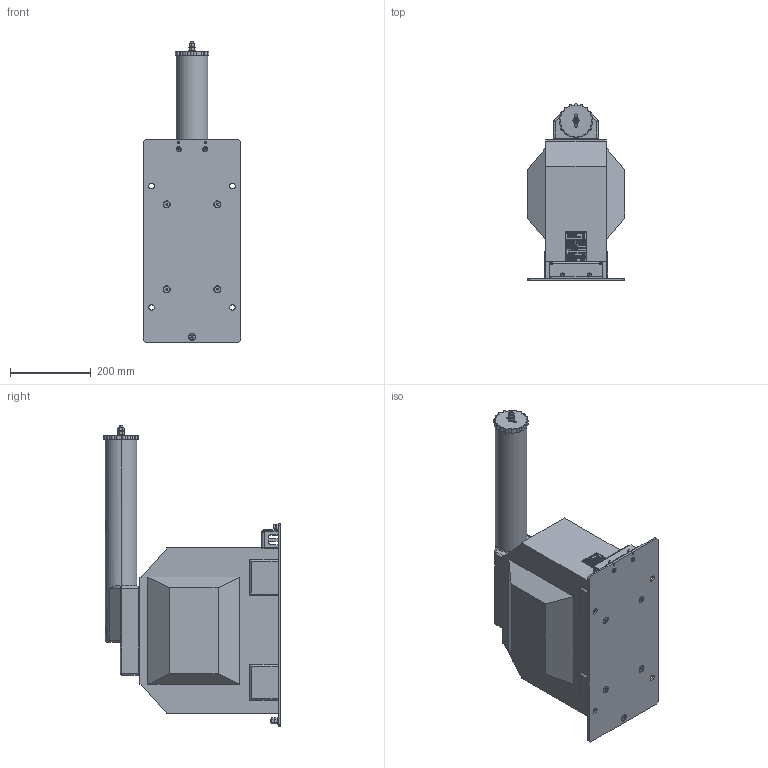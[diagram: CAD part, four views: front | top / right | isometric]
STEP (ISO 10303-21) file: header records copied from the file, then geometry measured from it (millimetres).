
FILE_DESCRIPTION (( 'STEP AP214' ), '1' );
FILE_NAME ('ﾍﾈﾎﾋ-ﾑﾒ-35-ﾌﾏ (-ﾌﾏﾐ).STEP', '2023-07-24T06:34:22', ( '' ), ( '' ), 'SwSTEP 2.0', 'SolidWorks 2014', '' );
FILE_SCHEMA (( 'AUTOMOTIVE_DESIGN' ));
Length unit declared in the file: millimetre
Products named in the file (27): countersunk flat head cross recess screw_din_ISO 7046-1 - M6 x 20 - Z --- 20N; countersunk flat head cross recess screw_din_ISO 7046-1 - M8 x 25 - Z --- 25N; ﾍﾈﾎﾋ-ﾑﾒ-35-ﾌﾏ (-ﾌﾏﾐ); socket countersunk head screw_din_DIN 7991 - M8 x 20 --- 20N; ÂÅÈÓ.735314.029 Êðûøêà çàùèòíàÿ ÒËÊ-35-1; ÇÍÈÎË-35; ÂÅÈÓ.754312.183À Òàáëè÷êà òåõíè÷åñêèõ äàííûõ ÍÈÎË-ÑÒ_-01; ﾂﾅﾈﾓ.733411.010 ﾎ魵瑙韃 ﾍﾈﾎﾋ-ﾑﾒ-35; ÑÒ.ÒÍ.35.21.01.000 Ïðåäîõðàíèòåëüíîå óñòðîéñòâî; ÂÅÈÓ.725222.002 Êðûøêà òîðöåâàÿ_-01; 屡扔.758291.027 暑眚嚓蝽 犷腧; 屡扔.758181.002 妈眚 镫铎徼痤忸黜; curved spring lock washer_din_Spring washer DIN 128 - A8; hex screw gradec_din_ISO 4018 - M6 x 12-NN; hex nut style 1 gradeab_din_Hexagon Nut ISO 4032 - M8 - D - N; plain washer small grade a_din_Washer DIN 433 - 8.4; curved spring lock washer_din_Spring washer DIN 128 - A6; 屡扔.725323.005 署赅; hex nut gradec_din_Hexagon Nut ISO 4034 - M6 - N; ÂÅÈÓ.723111.007 Êîðïóñ ïðåäîõðàíèòåëÿ; hex nut gradec_din_Hexagon Nut ISO 4034 - M8 - N; Êîìïàóíä CHS-EPODUR 531-1787^ÂÅÈÓ.723111.007 Êîðïóñ ïðåäîõðàíèòåëÿ; plain washer grade a_din_Washer DIN 125 - A 8.4; ÂÅÈÓ.671241.558 Ñáîðêà ñ çàëèâêîé; Îòëèâêà^ÂÅÈÓ.671241.558 Ñáîðêà ñ çàëèâêîé_2 ®¡¬.; plain washer grade a_din_Washer DIN 125 - A 6.4; ����.671241.554 �������� �����_����-��-35-� (2 ���.); 屡扔.758472.007 绵殛郷-01
Assembly tree (51 placements, depth 4):
  ﾍﾈﾎﾋ-ﾑﾒ-35-ﾌﾏ (-ﾌﾏﾐ)
    ÂÅÈÓ.671241.558 Ñáîðêà ñ çàëèâêîé
      ����.671241.554 �������� �����_����-��-35-� (2 ���.)
        屡扔.758472.007 绵殛郷-01  x4
      Îòëèâêà^ÂÅÈÓ.671241.558 Ñáîðêà ñ çàëèâêîé_2 ®¡¬.
    ÑÒ.ÒÍ.35.21.01.000 Ïðåäîõðàíèòåëüíîå óñòðîéñòâî
      ÂÅÈÓ.723111.007 Êîðïóñ ïðåäîõðàíèòåëÿ
        Êîìïàóíä CHS-EPODUR 531-1787^ÂÅÈÓ.723111.007 Êîðïóñ ïðåäîõðàíèòåëÿ
      ÂÅÈÓ.725222.002 Êðûøêà òîðöåâàÿ_-01
        屡扔.725323.005 署赅
        plain washer small grade a_din_Washer DIN 433 - 8.4  x2
        hex nut style 1 gradeab_din_Hexagon Nut ISO 4032 - M8 - D - N  x2
        curved spring lock washer_din_Spring washer DIN 128 - A8
        屡扔.758291.027 暑眚嚓蝽 犷腧
    ﾂﾅﾈﾓ.733411.010 ﾎ魵瑙韃 ﾍﾈﾎﾋ-ﾑﾒ-35
    ÂÅÈÓ.754312.183À Òàáëè÷êà òåõíè÷åñêèõ äàííûõ ÍÈÎË-ÑÒ_-01
    ÂÅÈÓ.735314.029 Êðûøêà çàùèòíàÿ ÒËÊ-35-1; ÇÍÈÎË-35
    socket countersunk head screw_din_DIN 7991 - M8 x 20 --- 20N  x4
    countersunk flat head cross recess screw_din_ISO 7046-1 - M8 x 25 - Z --- 25N
    countersunk flat head cross recess screw_din_ISO 7046-1 - M6 x 20 - Z --- 20N  x2
    plain washer grade a_din_Washer DIN 125 - A 6.4  x6
    plain washer grade a_din_Washer DIN 125 - A 8.4
    hex nut gradec_din_Hexagon Nut ISO 4034 - M8 - N  x2
    hex nut gradec_din_Hexagon Nut ISO 4034 - M6 - N  x4
    curved spring lock washer_din_Spring washer DIN 128 - A6  x4
    hex screw gradec_din_ISO 4018 - M6 x 12-NN  x4
    屡扔.758181.002 妈眚 镫铎徼痤忸黜  x2
Bounding box: 240 x 436 x 746 mm (x, y, z)
Volume: 26783425.8 mm3; surface area: 1154591.7 mm2
Topology: 54 solids, 54 shells, 3846 faces, 9851 edges, 6366 vertices
Faces by surface type: plane 1988, bspline 991, cylinder 435, cone 382, torus 50
Entity records: 180833 total; most frequent: CARTESIAN_POINT 76966, ORIENTED_EDGE 17598, DIRECTION 12496, EDGE_CURVE 8799, VERTEX_POINT 5777, VECTOR 5724, LINE 5724, EDGE_LOOP 3740
